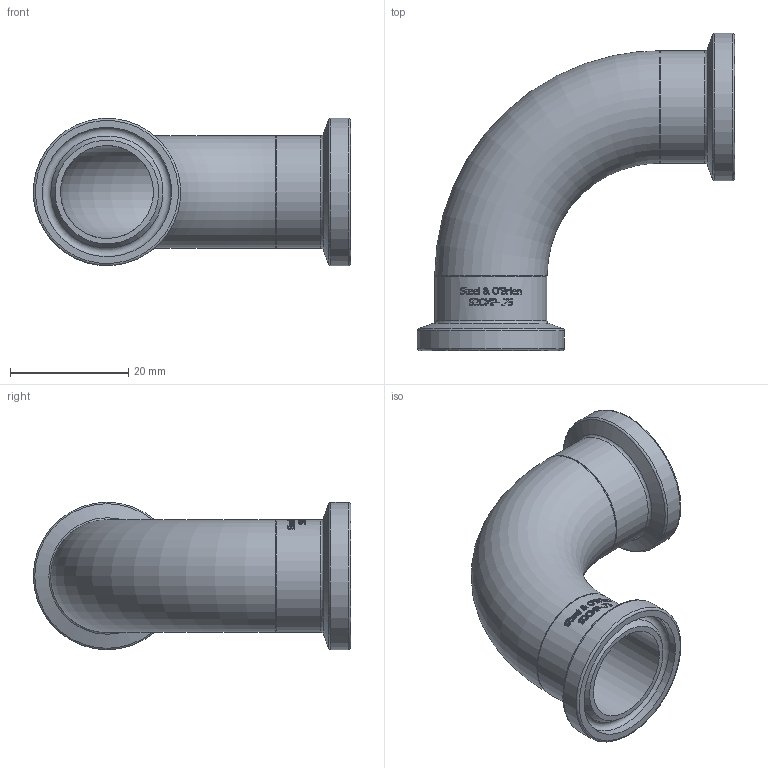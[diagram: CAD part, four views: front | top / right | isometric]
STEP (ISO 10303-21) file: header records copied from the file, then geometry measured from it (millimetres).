
FILE_DESCRIPTION(/* description */ (''),/* implementation_level */ '2;1');
FILE_NAME(/* name */ 'S2CMP-.75.stp',/* time_stamp */ '2018-11-27T10:25:21-05:00',/* author */ ('ken'),/* organization */ (''),/* preprocessor_version */ 'ST-DEVELOPER v15.2',/* originating_system */ 'Autodesk Inventor 2014',/* authorisation */ '');
FILE_SCHEMA (('AUTOMOTIVE_DESIGN { 1 0 10303 214 3 1 1 }'));
Length unit declared in the file: inch
Products named in the file (1): S2CMP-.75
Bounding box: 53.73 x 53.77 x 24.99 mm (x, y, z)
Volume: 7486.4 mm3; surface area: 8976.1 mm2
Topology: 1 solids, 1 shells, 386 faces, 1020 edges, 674 vertices
Faces by surface type: bspline 183, plane 145, cylinder 40, torus 14, cone 4
Full cylindrical faces by diameter (mm): 15.748 x2, 19.05 x2, 21.895 x2, 24.994 x2
Entity records: 15056 total; most frequent: CARTESIAN_POINT 6575, ORIENTED_EDGE 1988, DIRECTION 1226, EDGE_CURVE 994, VERTEX_POINT 674, EDGE_LOOP 452, LINE 438, VECTOR 438
